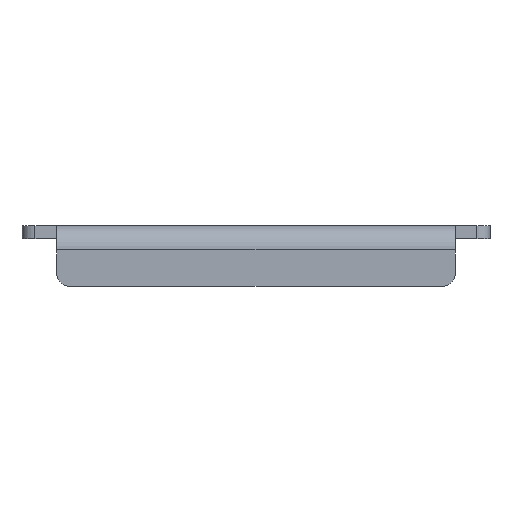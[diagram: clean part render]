
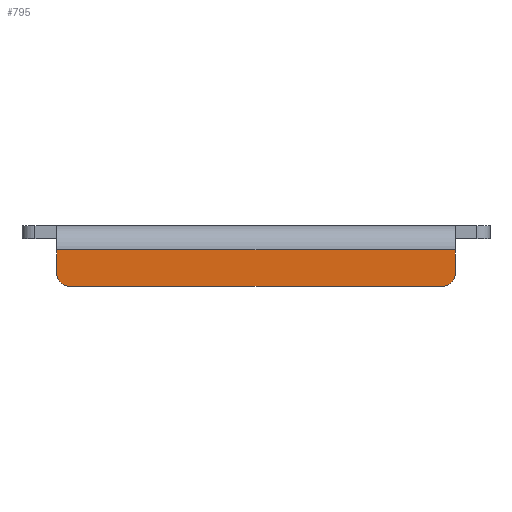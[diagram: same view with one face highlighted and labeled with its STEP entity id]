
A CAD part, front view. The second image highlights one B-rep face of the part: STEP entity #795.
In plain terms, the highlighted planar face has unit normal (0, -1, 0).
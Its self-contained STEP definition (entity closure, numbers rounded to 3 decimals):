
#33 = VECTOR ( 'NONE', #1700, 1000. ) ;
#47 = AXIS2_PLACEMENT_3D ( 'NONE', #1081, #911, #1603 ) ;
#198 = DIRECTION ( 'NONE',  ( 0., 0., 1. ) ) ;
#251 = ORIENTED_EDGE ( 'NONE', *, *, #1246, .T. ) ;
#283 = ORIENTED_EDGE ( 'NONE', *, *, #1452, .T. ) ;
#293 = CARTESIAN_POINT ( 'NONE',  ( 21.5, -29., -7. ) ) ;
#330 = LINE ( 'NONE', #1016, #1127 ) ;
#333 = CIRCLE ( 'NONE', #2204, 1.5 ) ;
#352 = ORIENTED_EDGE ( 'NONE', *, *, #1600, .T. ) ;
#363 = CARTESIAN_POINT ( 'NONE',  ( 0., -29., -7. ) ) ;
#372 = CARTESIAN_POINT ( 'NONE',  ( 23., -29., 0. ) ) ;
#401 = DIRECTION ( 'NONE',  ( 0., 0., 1. ) ) ;
#472 = VERTEX_POINT ( 'NONE', #1877 ) ;
#479 = VERTEX_POINT ( 'NONE', #879 ) ;
#490 = EDGE_CURVE ( 'NONE', #1221, #479, #1713, .T. ) ;
#532 = PLANE ( 'NONE',  #938 ) ;
#539 = CARTESIAN_POINT ( 'NONE',  ( -23., -29., -2.8 ) ) ;
#543 = EDGE_CURVE ( 'NONE', #1762, #1640, #1410, .T. ) ;
#697 = LINE ( 'NONE', #372, #2177 ) ;
#701 = DIRECTION ( 'NONE',  ( 0., 0., -1. ) ) ;
#714 = ORIENTED_EDGE ( 'NONE', *, *, #543, .T. ) ;
#727 = VERTEX_POINT ( 'NONE', #1320 ) ;
#795 = ADVANCED_FACE ( 'NONE', ( #1755 ), #532, .F. ) ;
#879 = CARTESIAN_POINT ( 'NONE',  ( -23., -29., -5.5 ) ) ;
#903 = ORIENTED_EDGE ( 'NONE', *, *, #490, .T. ) ;
#911 = DIRECTION ( 'NONE',  ( 0., -1., 0. ) ) ;
#938 = AXIS2_PLACEMENT_3D ( 'NONE', #2047, #1214, #1022 ) ;
#1016 = CARTESIAN_POINT ( 'NONE',  ( 23., -29., -2.8 ) ) ;
#1022 = DIRECTION ( 'NONE',  ( 0., 0., 1. ) ) ;
#1075 = CARTESIAN_POINT ( 'NONE',  ( 21.5, -29., -5.5 ) ) ;
#1081 = CARTESIAN_POINT ( 'NONE',  ( -21.5, -29., -5.5 ) ) ;
#1127 = VECTOR ( 'NONE', #1704, 1000. ) ;
#1205 = CARTESIAN_POINT ( 'NONE',  ( -23., -29., 0. ) ) ;
#1206 = EDGE_LOOP ( 'NONE', ( #714, #352, #251, #1489, #903, #283 ) ) ;
#1214 = DIRECTION ( 'NONE',  ( 0., 1., 0. ) ) ;
#1221 = VERTEX_POINT ( 'NONE', #539 ) ;
#1246 = EDGE_CURVE ( 'NONE', #472, #727, #697, .T. ) ;
#1320 = CARTESIAN_POINT ( 'NONE',  ( 23., -29., -2.8 ) ) ;
#1410 = LINE ( 'NONE', #363, #33 ) ;
#1452 = EDGE_CURVE ( 'NONE', #479, #1762, #1759, .T. ) ;
#1489 = ORIENTED_EDGE ( 'NONE', *, *, #1794, .F. ) ;
#1600 = EDGE_CURVE ( 'NONE', #1640, #472, #333, .T. ) ;
#1603 = DIRECTION ( 'NONE',  ( 0., 0., 1. ) ) ;
#1640 = VERTEX_POINT ( 'NONE', #293 ) ;
#1700 = DIRECTION ( 'NONE',  ( 1., 0., 0. ) ) ;
#1704 = DIRECTION ( 'NONE',  ( 1., 0., 0. ) ) ;
#1713 = LINE ( 'NONE', #1205, #2135 ) ;
#1716 = CARTESIAN_POINT ( 'NONE',  ( -21.5, -29., -7. ) ) ;
#1755 = FACE_OUTER_BOUND ( 'NONE', #1206, .T. ) ;
#1759 = CIRCLE ( 'NONE', #47, 1.5 ) ;
#1762 = VERTEX_POINT ( 'NONE', #1716 ) ;
#1794 = EDGE_CURVE ( 'NONE', #1221, #727, #330, .T. ) ;
#1877 = CARTESIAN_POINT ( 'NONE',  ( 23., -29., -5.5 ) ) ;
#1939 = DIRECTION ( 'NONE',  ( 0., -1., 0. ) ) ;
#2047 = CARTESIAN_POINT ( 'NONE',  ( 0., -29., 0. ) ) ;
#2135 = VECTOR ( 'NONE', #701, 1000. ) ;
#2177 = VECTOR ( 'NONE', #198, 1000. ) ;
#2204 = AXIS2_PLACEMENT_3D ( 'NONE', #1075, #1939, #401 ) ;
